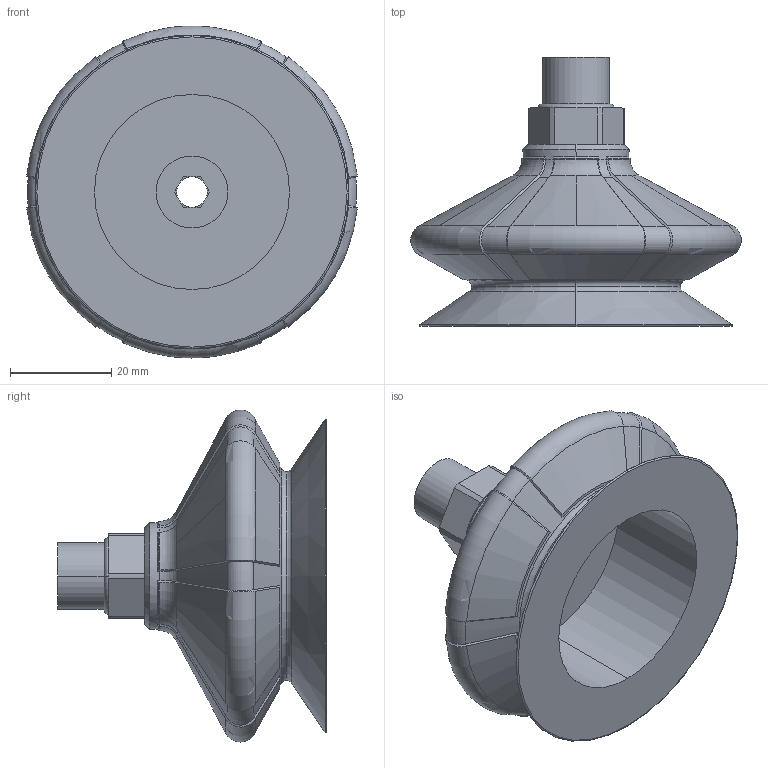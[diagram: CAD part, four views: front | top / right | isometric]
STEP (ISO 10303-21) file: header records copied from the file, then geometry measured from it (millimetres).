
FILE_DESCRIPTION (( 'STEP AP203' ), '1' );
FILE_NAME ('10.01.06.03502.step', '2021-04-14T12:32:52', ( '' ), ( '' ), 'SwSTEP 2.0', 'SolidWorks 2021', '' );
FILE_SCHEMA (( 'CONFIG_CONTROL_DESIGN' ));
Length unit declared in the file: millimetre
Products named in the file (1): 10.01.06.03502
Bounding box: 65.39 x 53.2 x 65.7 mm (x, y, z)
Volume: 42251.9 mm3; surface area: 19059.5 mm2
Topology: 4 solids, 4 shells, 259 faces, 625 edges, 378 vertices
Faces by surface type: plane 72, cone 52, bspline 48, torus 46, cylinder 41
Entity records: 13174 total; most frequent: CARTESIAN_POINT 7439, ORIENTED_EDGE 1250, DIRECTION 1089, EDGE_CURVE 625, AXIS2_PLACEMENT_3D 456, VERTEX_POINT 378, EDGE_LOOP 271, ADVANCED_FACE 259
